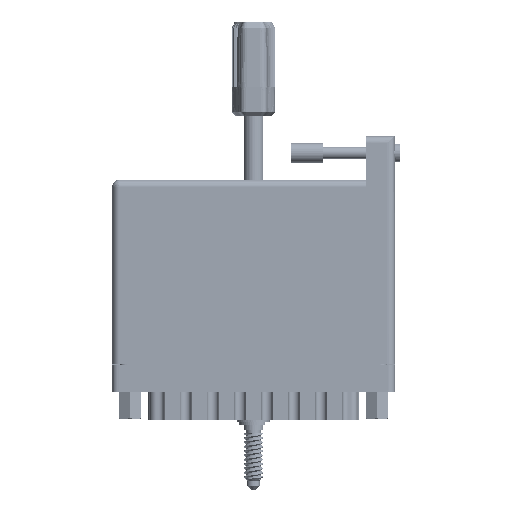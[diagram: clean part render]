
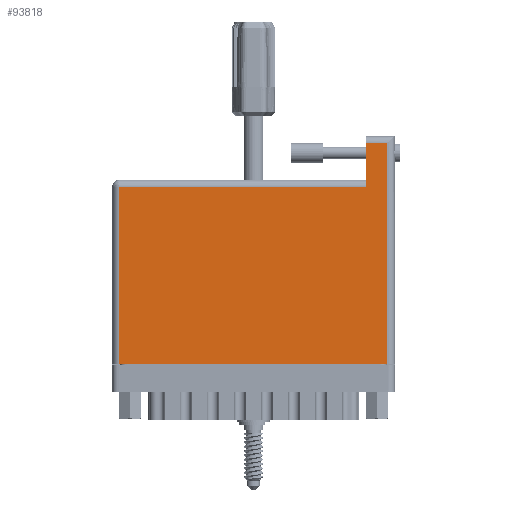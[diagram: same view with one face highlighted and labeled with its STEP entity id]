
A CAD part, front view. The second image highlights one B-rep face of the part: STEP entity #93818.
In plain terms, the highlighted face is planar.
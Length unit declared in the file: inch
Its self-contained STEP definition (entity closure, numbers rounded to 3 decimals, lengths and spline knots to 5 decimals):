
#1269 = EDGE_LOOP ( 'NONE', ( #68162, #61641, #8234, #87366, #64308, #44575 ) ) ;
#2125 = EDGE_CURVE ( 'NONE', #14665, #46912, #70937, .T. ) ;
#7143 = LINE ( 'NONE', #38861, #25000 ) ;
#8234 = ORIENTED_EDGE ( 'NONE', *, *, #33639, .T. ) ;
#10009 = CARTESIAN_POINT ( 'NONE',  ( 0.07, 1.705, 0. ) ) ;
#10019 = DIRECTION ( 'NONE',  ( 0., 0., -1. ) ) ;
#12821 = VERTEX_POINT ( 'NONE', #63221 ) ;
#13229 = VERTEX_POINT ( 'NONE', #23020 ) ;
#14665 = VERTEX_POINT ( 'NONE', #10009 ) ;
#21408 = VECTOR ( 'NONE', #52483, 39.37008 ) ;
#22629 = CARTESIAN_POINT ( 'NONE',  ( 2.438, 2.125, 0. ) ) ;
#23020 = CARTESIAN_POINT ( 'NONE',  ( 2.438, 1.705, 0. ) ) ;
#24833 = DIRECTION ( 'NONE',  ( 0., -1., 0. ) ) ;
#25000 = VECTOR ( 'NONE', #53306, 39.37008 ) ;
#28737 = CARTESIAN_POINT ( 'NONE',  ( 2.648, 2.195, 0. ) ) ;
#29866 = CARTESIAN_POINT ( 'NONE',  ( 0., 1.705, 0. ) ) ;
#30336 = CARTESIAN_POINT ( 'NONE',  ( 2.438, 2.195, 0. ) ) ;
#33639 = EDGE_CURVE ( 'NONE', #46912, #12821, #84631, .T. ) ;
#33849 = EDGE_CURVE ( 'NONE', #13229, #14665, #77485, .T. ) ;
#36882 = VERTEX_POINT ( 'NONE', #22629 ) ;
#38749 = VECTOR ( 'NONE', #68461, 39.37008 ) ;
#38861 = CARTESIAN_POINT ( 'NONE',  ( 0., 2.125, 0. ) ) ;
#42527 = FACE_OUTER_BOUND ( 'NONE', #1269, .T. ) ;
#44575 = ORIENTED_EDGE ( 'NONE', *, *, #94902, .T. ) ;
#46912 = VERTEX_POINT ( 'NONE', #84566 ) ;
#52483 = DIRECTION ( 'NONE',  ( 0., 1., 0. ) ) ;
#53306 = DIRECTION ( 'NONE',  ( -1., 0., 0. ) ) ;
#55418 = VECTOR ( 'NONE', #24833, 39.37008 ) ;
#57336 = DIRECTION ( 'NONE',  ( 1., 0., 0. ) ) ;
#60002 = DIRECTION ( 'NONE',  ( -1., 0., 0. ) ) ;
#61641 = ORIENTED_EDGE ( 'NONE', *, *, #2125, .T. ) ;
#62119 = CARTESIAN_POINT ( 'NONE',  ( 0., 1.775, 0. ) ) ;
#63221 = CARTESIAN_POINT ( 'NONE',  ( 2.648, 0., 0. ) ) ;
#64308 = ORIENTED_EDGE ( 'NONE', *, *, #80088, .T. ) ;
#68162 = ORIENTED_EDGE ( 'NONE', *, *, #33849, .T. ) ;
#68461 = DIRECTION ( 'NONE',  ( 0., -1., 0. ) ) ;
#68694 = LINE ( 'NONE', #30336, #38749 ) ;
#70937 = LINE ( 'NONE', #86551, #55418 ) ;
#72320 = CARTESIAN_POINT ( 'NONE',  ( 0., 0., 0. ) ) ;
#74366 = AXIS2_PLACEMENT_3D ( 'NONE', #62119, #10019, #78393 ) ;
#75449 = VERTEX_POINT ( 'NONE', #91475 ) ;
#77485 = LINE ( 'NONE', #29866, #78724 ) ;
#77578 = LINE ( 'NONE', #28737, #21408 ) ;
#77749 = PLANE ( 'NONE',  #74366 ) ;
#78393 = DIRECTION ( 'NONE',  ( -1., 0., 0. ) ) ;
#78724 = VECTOR ( 'NONE', #60002, 39.37008 ) ;
#80088 = EDGE_CURVE ( 'NONE', #75449, #36882, #7143, .T. ) ;
#82253 = VECTOR ( 'NONE', #57336, 39.37008 ) ;
#84566 = CARTESIAN_POINT ( 'NONE',  ( 0.07, 0., 0. ) ) ;
#84631 = LINE ( 'NONE', #72320, #82253 ) ;
#86551 = CARTESIAN_POINT ( 'NONE',  ( 0.07, 0., 0. ) ) ;
#87366 = ORIENTED_EDGE ( 'NONE', *, *, #91089, .T. ) ;
#91089 = EDGE_CURVE ( 'NONE', #12821, #75449, #77578, .T. ) ;
#91475 = CARTESIAN_POINT ( 'NONE',  ( 2.648, 2.125, 0. ) ) ;
#93818 = ADVANCED_FACE ( 'NONE', ( #42527 ), #77749, .F. ) ;
#94902 = EDGE_CURVE ( 'NONE', #36882, #13229, #68694, .T. ) ;
